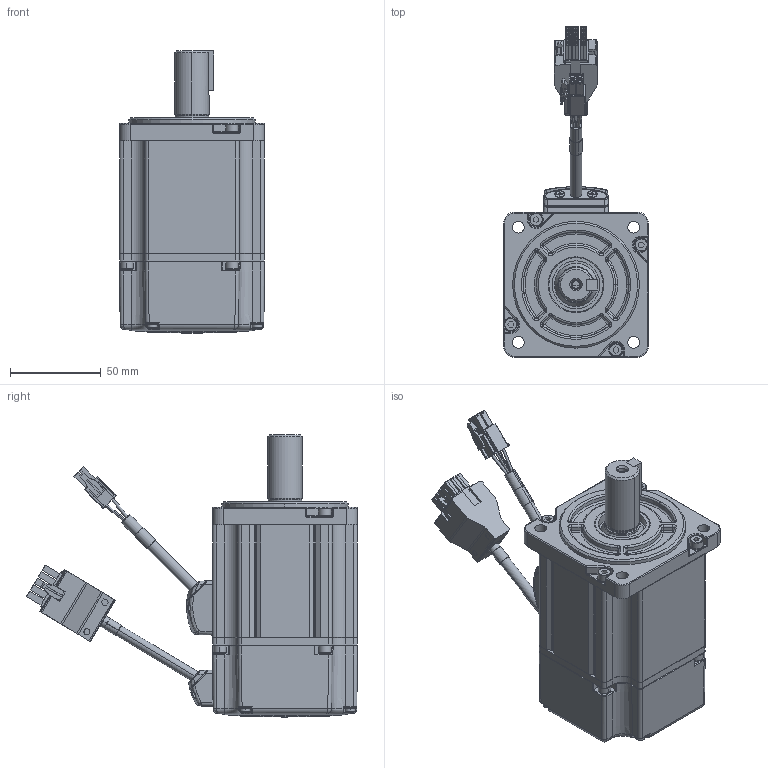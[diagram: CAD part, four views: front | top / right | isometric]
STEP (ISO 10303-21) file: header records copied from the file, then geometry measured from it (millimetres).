
FILE_DESCRIPTION (( 'STEP AP203' ), '1' );
FILE_NAME ('80-550W.STEP', '2015-05-07T07:35:15', ( '' ), ( '' ), 'SwSTEP 2.0', 'SolidWorks 2012', '' );
FILE_SCHEMA (( 'CONFIG_CONTROL_DESIGN' ));
Length unit declared in the file: millimetre
Products named in the file (1): 80-550W
Bounding box: 80 x 182.67 x 155.8 mm (x, y, z)
Surface area: 79235 mm2 (no closed solid volume)
Topology: 0 solids, 57 shells, 1276 faces, 3722 edges, 2478 vertices
Faces by surface type: plane 543, cylinder 361, bspline 129, cone 111, torus 90, sphere 42
Entity records: 47669 total; most frequent: CARTESIAN_POINT 14711, DIRECTION 6883, ORIENTED_EDGE 6369, EDGE_CURVE 3712, VERTEX_POINT 2478, AXIS2_PLACEMENT_3D 2394, LINE 2095, VECTOR 2095
